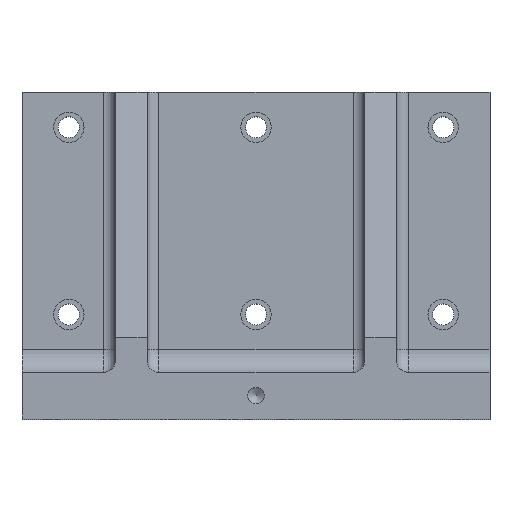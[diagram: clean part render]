
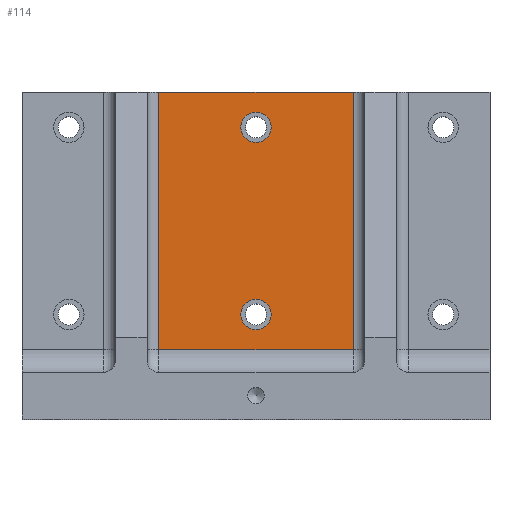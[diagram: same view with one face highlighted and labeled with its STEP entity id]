
A CAD part, top view. The second image highlights one B-rep face of the part: STEP entity #114.
In plain terms, the highlighted planar face has unit normal (0, 0, 1).
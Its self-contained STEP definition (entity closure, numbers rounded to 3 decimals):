
#114 = ADVANCED_FACE( '', ( #316, #317, #318 ), #319, .F. );
#316 = FACE_BOUND( '', #789, .T. );
#317 = FACE_BOUND( '', #790, .T. );
#318 = FACE_OUTER_BOUND( '', #791, .T. );
#319 = PLANE( '', #792 );
#789 = EDGE_LOOP( '', ( #1460 ) );
#790 = EDGE_LOOP( '', ( #1461 ) );
#791 = EDGE_LOOP( '', ( #1462, #1463, #1464, #1465 ) );
#792 = AXIS2_PLACEMENT_3D( '', #1466, #1467, #1468 );
#1460 = ORIENTED_EDGE( '', *, *, #2266, .T. );
#1461 = ORIENTED_EDGE( '', *, *, #2267, .T. );
#1462 = ORIENTED_EDGE( '', *, *, #2268, .T. );
#1463 = ORIENTED_EDGE( '', *, *, #2153, .T. );
#1464 = ORIENTED_EDGE( '', *, *, #2251, .T. );
#1465 = ORIENTED_EDGE( '', *, *, #2269, .T. );
#1466 = CARTESIAN_POINT( '', ( 200., 280., 30. ) );
#1467 = DIRECTION( '', ( 0., 0., -1. ) );
#1468 = DIRECTION( '', ( 0., 1., 0. ) );
#2153 = EDGE_CURVE( '', #2460, #2457, #2461, .F. );
#2251 = EDGE_CURVE( '', #2457, #2620, #2622, .T. );
#2266 = EDGE_CURVE( '', #2645, #2645, #2646, .T. );
#2267 = EDGE_CURVE( '', #2647, #2647, #2648, .T. );
#2268 = EDGE_CURVE( '', #2649, #2460, #2650, .F. );
#2269 = EDGE_CURVE( '', #2620, #2649, #2651, .F. );
#2457 = VERTEX_POINT( '', #3387 );
#2460 = VERTEX_POINT( '', #3390 );
#2461 = LINE( '', #3391, #3392 );
#2620 = VERTEX_POINT( '', #3990 );
#2622 = LINE( '', #3992, #3993 );
#2645 = VERTEX_POINT( '', #4024 );
#2646 = CIRCLE( '', #4025, 13. );
#2647 = VERTEX_POINT( '', #4026 );
#2648 = CIRCLE( '', #4027, 13. );
#2649 = VERTEX_POINT( '', #4028 );
#2650 = LINE( '', #4029, #4030 );
#2651 = LINE( '', #4031, #4032 );
#3387 = CARTESIAN_POINT( '', ( 83., 280., 30. ) );
#3390 = CARTESIAN_POINT( '', ( 83., 60., 30. ) );
#3391 = CARTESIAN_POINT( '', ( 83., 280., 30. ) );
#3392 = VECTOR( '', #4355, 1000. );
#3990 = CARTESIAN_POINT( '', ( -83., 280., 30. ) );
#3992 = CARTESIAN_POINT( '', ( 200., 280., 30. ) );
#3993 = VECTOR( '', #4574, 1000. );
#4024 = CARTESIAN_POINT( '', ( 0., 77., 30. ) );
#4025 = AXIS2_PLACEMENT_3D( '', #4601, #4602, #4603 );
#4026 = CARTESIAN_POINT( '', ( 0., 237., 30. ) );
#4027 = AXIS2_PLACEMENT_3D( '', #4604, #4605, #4606 );
#4028 = CARTESIAN_POINT( '', ( -83., 60., 30. ) );
#4029 = CARTESIAN_POINT( '', ( 200., 60., 30. ) );
#4030 = VECTOR( '', #4607, 1000. );
#4031 = CARTESIAN_POINT( '', ( -83., 280., 30. ) );
#4032 = VECTOR( '', #4608, 1000. );
#4355 = DIRECTION( '', ( 0., -1., 0. ) );
#4574 = DIRECTION( '', ( -1., 0., 0. ) );
#4601 = CARTESIAN_POINT( '', ( 0., 90., 30. ) );
#4602 = DIRECTION( '', ( 0., 0., -1. ) );
#4603 = DIRECTION( '', ( 0., -1., 0. ) );
#4604 = CARTESIAN_POINT( '', ( 0., 250., 30. ) );
#4605 = DIRECTION( '', ( 0., 0., -1. ) );
#4606 = DIRECTION( '', ( 0., -1., 0. ) );
#4607 = DIRECTION( '', ( -1., 0., 0. ) );
#4608 = DIRECTION( '', ( 0., 1., 0. ) );
